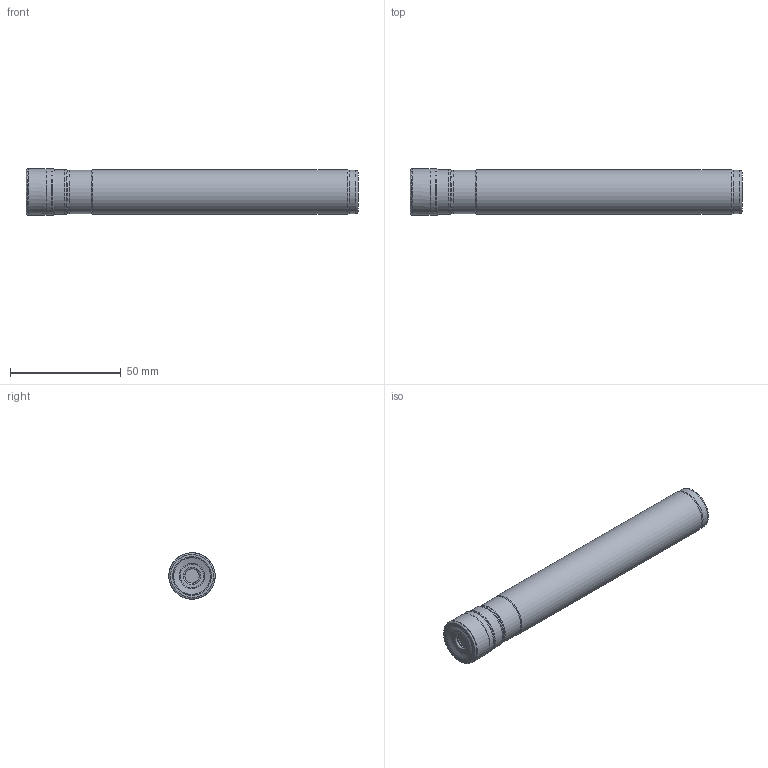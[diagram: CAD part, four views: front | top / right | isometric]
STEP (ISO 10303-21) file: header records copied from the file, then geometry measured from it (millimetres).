
FILE_DESCRIPTION(/* description */ (''),/* implementation_level */ '2;1');
FILE_NAME(/* name */ 'AEM90-AD1204-D21-C20-L150-Z02.stp',/* time_stamp */ '2023-10-03T09:33:50+03:00',/* author */ (''),/* organization */ (''),/* preprocessor_version */ 'ST-DEVELOPER v19.4',/* originating_system */ 'SIEMENS PLM Software NX2306.3001',/* authorisation */ '');
FILE_SCHEMA (('AUTOMOTIVE_DESIGN { 1 0 10303 214 3 1 1 1 }'));
Length unit declared in the file: millimetre
Products named in the file (1): AEM90-AD1204-D21-C20-L150-Z02
Bounding box: 149.99 x 21 x 21.01 mm (x, y, z)
Volume: 50378.5 mm3; surface area: 11562.1 mm2
Topology: 2 solids, 2 shells, 41 faces, 100 edges, 62 vertices
Faces by surface type: revolution 22, torus 6, cone 6, cylinder 4, plane 3
Full cylindrical faces by diameter (mm): 19.5 x2, 20 x1, 20.2 x1
Entity records: 1088 total; most frequent: CARTESIAN_POINT 199, DIRECTION 162, EDGE_LOOP 80, ORIENTED_EDGE 80, FACE_BOUND 78, AXIS2_PLACEMENT_3D 67, CIRCLE 42, ADVANCED_FACE 41
